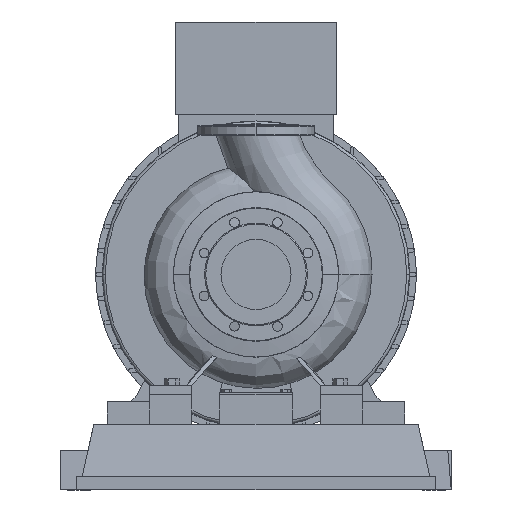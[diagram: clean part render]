
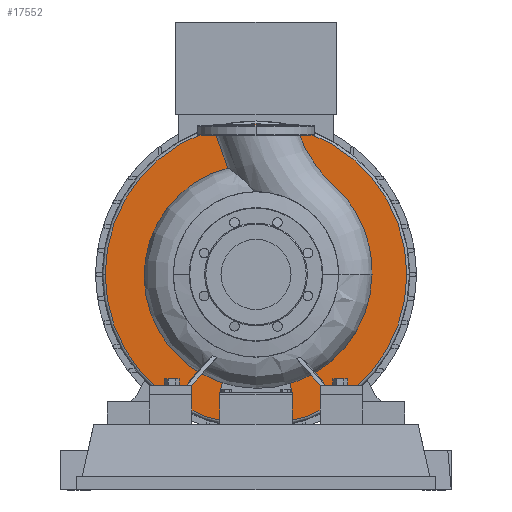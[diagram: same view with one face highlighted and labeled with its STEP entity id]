
A CAD part, left-side view. The second image highlights one B-rep face of the part: STEP entity #17552.
In plain terms, the highlighted planar face has unit normal (-1, 0, 0).
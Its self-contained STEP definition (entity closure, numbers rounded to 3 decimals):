
#7546=CARTESIAN_POINT('',(618.0,282.,403.));
#7547=VERTEX_POINT('',#7546);
#7573=CARTESIAN_POINT('',(618.0,-282.,403.));
#7574=VERTEX_POINT('',#7573);
#7582=CARTESIAN_POINT('',(618.0,0.,403.0));
#7583=DIRECTION('',(1.0,0.0,0.0));
#7584=DIRECTION('',(0.0,0.0,1.0));
#7585=AXIS2_PLACEMENT_3D('',#7582,#7583,#7584);
#7586=CIRCLE('',#7585,282.);
#7587=EDGE_CURVE('',#7574,#7547,#7586,.T.);
#7597=CARTESIAN_POINT('',(618.0,0.,455.5));
#7598=VERTEX_POINT('',#7597);
#7607=CARTESIAN_POINT('',(618.0,0.,350.5));
#7608=VERTEX_POINT('',#7607);
#7609=CARTESIAN_POINT('',(618.0,0.,403.0));
#7610=DIRECTION('',(1.0,0.0,0.0));
#7611=DIRECTION('',(0.0,0.0,1.0));
#7612=AXIS2_PLACEMENT_3D('',#7609,#7610,#7611);
#7613=CIRCLE('',#7612,52.5);
#7614=EDGE_CURVE('',#7608,#7598,#7613,.T.);
#17514=CARTESIAN_POINT('',(618.0,0.,403.0));
#17515=DIRECTION('',(1.0,0.0,0.0));
#17516=DIRECTION('',(0.0,0.0,1.0));
#17517=AXIS2_PLACEMENT_3D('',#17514,#17515,#17516);
#17518=CIRCLE('',#17517,52.5);
#17519=EDGE_CURVE('',#7598,#7608,#17518,.T.);
#17524=CARTESIAN_POINT('',(618.0,0.,570.25));
#17525=DIRECTION('',(-1.0,0.0,0.0));
#17526=DIRECTION('',(0.0,-1.0,0.0));
#17527=AXIS2_PLACEMENT_3D('',#17524,#17525,#17526);
#17528=PLANE('',#17527);
#17529=CARTESIAN_POINT('',(618.0,0.,685.));
#17530=VERTEX_POINT('',#17529);
#17531=CARTESIAN_POINT('',(618.0,0.,403.0));
#17532=DIRECTION('',(1.0,0.0,0.0));
#17533=DIRECTION('',(0.0,0.0,1.0));
#17534=AXIS2_PLACEMENT_3D('',#17531,#17532,#17533);
#17535=CIRCLE('',#17534,282.);
#17536=EDGE_CURVE('',#17530,#7574,#17535,.T.);
#17537=ORIENTED_EDGE('',*,*,#17536,.F.);
#17538=CARTESIAN_POINT('',(618.0,0.,403.0));
#17539=DIRECTION('',(1.0,0.0,0.0));
#17540=DIRECTION('',(0.0,0.0,1.0));
#17541=AXIS2_PLACEMENT_3D('',#17538,#17539,#17540);
#17542=CIRCLE('',#17541,282.);
#17543=EDGE_CURVE('',#7547,#17530,#17542,.T.);
#17544=ORIENTED_EDGE('',*,*,#17543,.F.);
#17545=ORIENTED_EDGE('',*,*,#7587,.F.);
#17546=EDGE_LOOP('',(#17537,#17544,#17545));
#17547=FACE_OUTER_BOUND('',#17546,.T.);
#17548=ORIENTED_EDGE('',*,*,#17519,.T.);
#17549=ORIENTED_EDGE('',*,*,#7614,.T.);
#17550=EDGE_LOOP('',(#17548,#17549));
#17551=FACE_BOUND('',#17550,.T.);
#17552=ADVANCED_FACE('',(#17547,#17551),#17528,.T.);
